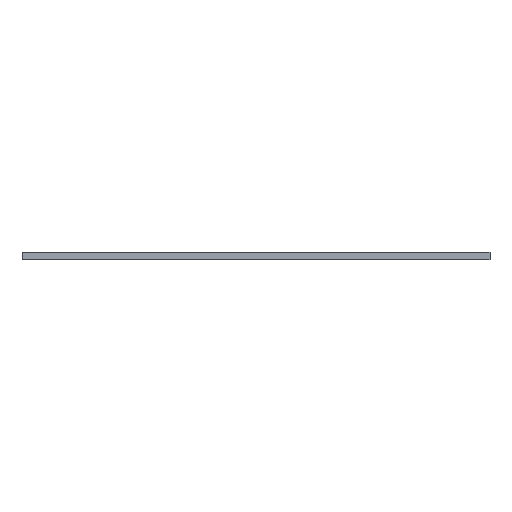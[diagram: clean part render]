
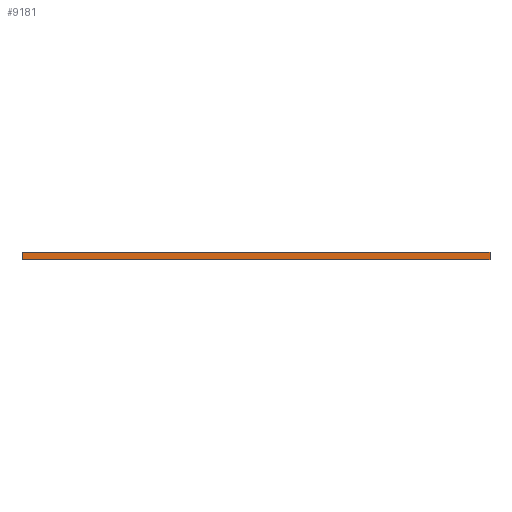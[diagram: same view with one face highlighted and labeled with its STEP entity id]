
A CAD part, left-side view. The second image highlights one B-rep face of the part: STEP entity #9181.
In plain terms, the highlighted planar face has unit normal (-1, 0, 0).
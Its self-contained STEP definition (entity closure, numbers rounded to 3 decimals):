
#567=FACE_OUTER_BOUND('',#993,.T.);
#993=EDGE_LOOP('',(#7471,#7472,#7473,#7474));
#2387=LINE('',#14283,#3659);
#2388=LINE('',#14286,#3660);
#2389=LINE('',#14288,#3661);
#2390=LINE('',#14289,#3662);
#3659=VECTOR('',#11733,10.);
#3660=VECTOR('',#11736,10.);
#3661=VECTOR('',#11737,10.);
#3662=VECTOR('',#11738,10.);
#4511=VERTEX_POINT('',#14279);
#4512=VERTEX_POINT('',#14281);
#4513=VERTEX_POINT('',#14285);
#4514=VERTEX_POINT('',#14287);
#5779=EDGE_CURVE('',#4511,#4512,#2387,.T.);
#5780=EDGE_CURVE('',#4511,#4513,#2388,.T.);
#5781=EDGE_CURVE('',#4514,#4512,#2389,.T.);
#5782=EDGE_CURVE('',#4513,#4514,#2390,.T.);
#7471=ORIENTED_EDGE('',*,*,#5780,.F.);
#7472=ORIENTED_EDGE('',*,*,#5779,.T.);
#7473=ORIENTED_EDGE('',*,*,#5781,.F.);
#7474=ORIENTED_EDGE('',*,*,#5782,.F.);
#8755=PLANE('',#9622);
#9181=ADVANCED_FACE('',(#567),#8755,.T.);
#9622=AXIS2_PLACEMENT_3D('',#14284,#11734,#11735);
#11733=DIRECTION('',(0.,0.,1.));
#11734=DIRECTION('center_axis',(-1.,0.,0.));
#11735=DIRECTION('ref_axis',(0.,-1.,0.));
#11736=DIRECTION('',(0.,1.,0.));
#11737=DIRECTION('',(0.,-1.,0.));
#11738=DIRECTION('',(0.,0.,1.));
#14279=CARTESIAN_POINT('',(0.,0.,0.));
#14281=CARTESIAN_POINT('',(0.,0.,1.5));
#14283=CARTESIAN_POINT('',(0.,0.,0.));
#14284=CARTESIAN_POINT('Origin',(0.,96.,0.));
#14285=CARTESIAN_POINT('',(0.,96.,0.));
#14286=CARTESIAN_POINT('',(0.,0.,0.));
#14287=CARTESIAN_POINT('',(0.,96.,1.5));
#14288=CARTESIAN_POINT('',(0.,0.,1.5));
#14289=CARTESIAN_POINT('',(0.,96.,0.));
